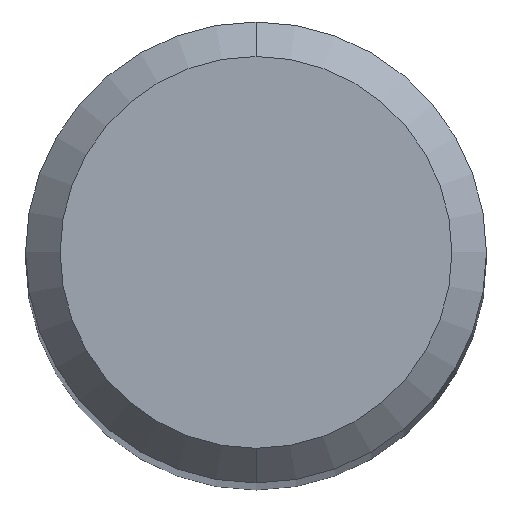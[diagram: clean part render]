
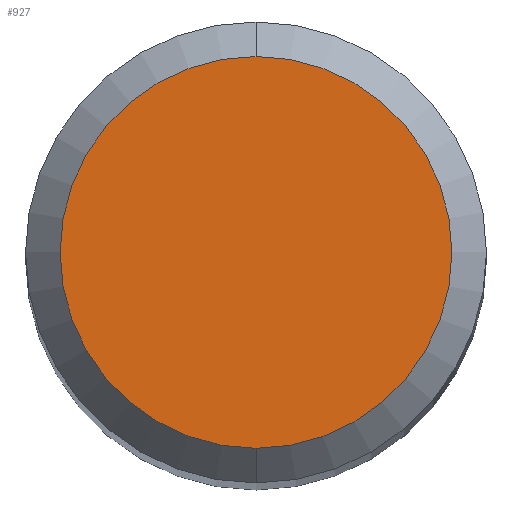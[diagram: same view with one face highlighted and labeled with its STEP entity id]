
A CAD part, top view. The second image highlights one B-rep face of the part: STEP entity #927.
In plain terms, the highlighted planar face has unit normal (0, 0, 1).
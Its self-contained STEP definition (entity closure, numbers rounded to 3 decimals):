
#563=EDGE_CURVE('',#995,#887,#1259,.T.);
#663=EDGE_CURVE('',#887,#995,#1367,.T.);
#887=VERTEX_POINT('',#1614);
#927=ADVANCED_FACE('',(#1660),#1661,.T.);
#995=VERTEX_POINT('',#1734);
#1259=CIRCLE('',#2837,1.7);
#1367=CIRCLE('',#3320,1.7);
#1614=CARTESIAN_POINT('',(0.,-1.7,0.0));
#1660=FACE_OUTER_BOUND('',#4770,.T.);
#1661=PLANE('',#4771);
#1734=CARTESIAN_POINT('',(0.0,1.7,0.0));
#2837=AXIS2_PLACEMENT_3D('',#5376,#5377,#5378);
#3320=AXIS2_PLACEMENT_3D('',#5495,#5496,#5497);
#4770=EDGE_LOOP('',(#5838,#5839));
#4771=AXIS2_PLACEMENT_3D('',#5840,#5841,#5842);
#5376=CARTESIAN_POINT('',(0.0,0.0,0.0));
#5377=DIRECTION('',(0.0,0.0,-1.0));
#5378=DIRECTION('',(0.0,1.0,0.0));
#5495=CARTESIAN_POINT('',(0.0,0.0,0.0));
#5496=DIRECTION('',(0.0,0.0,-1.0));
#5497=DIRECTION('',(0.0,1.0,0.0));
#5838=ORIENTED_EDGE('',*,*,#563,.F.);
#5839=ORIENTED_EDGE('',*,*,#663,.F.);
#5840=CARTESIAN_POINT('',(0.0,0.85,0.0));
#5841=DIRECTION('',(-0.0,0.0,1.0));
#5842=DIRECTION('',(0.0,-1.0,0.0));
